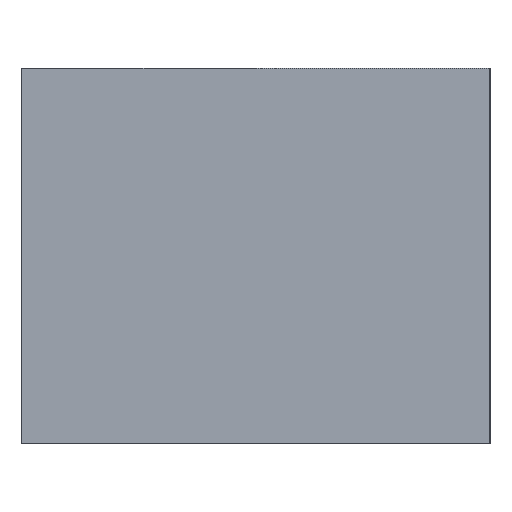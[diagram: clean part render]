
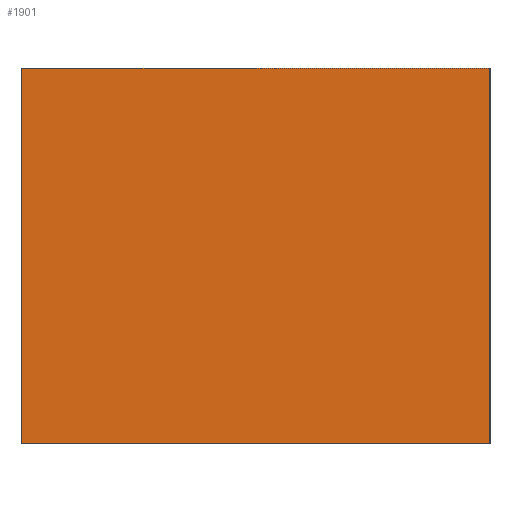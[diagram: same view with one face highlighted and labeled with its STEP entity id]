
A CAD part, left-side view. The second image highlights one B-rep face of the part: STEP entity #1901.
In plain terms, the highlighted planar face has unit normal (-1, 0, 0).
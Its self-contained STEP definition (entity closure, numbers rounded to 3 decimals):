
#153=ORIENTED_EDGE('',*,*,#518,.T.);
#154=ORIENTED_EDGE('',*,*,#519,.F.);
#155=ORIENTED_EDGE('',*,*,#520,.F.);
#156=ORIENTED_EDGE('',*,*,#479,.T.);
#479=EDGE_CURVE('',#663,#662,#786,.T.);
#518=EDGE_CURVE('',#662,#700,#815,.T.);
#519=EDGE_CURVE('',#701,#700,#816,.T.);
#520=EDGE_CURVE('',#663,#701,#817,.T.);
#662=VERTEX_POINT('',#2473);
#663=VERTEX_POINT('',#2475);
#700=VERTEX_POINT('',#2631);
#701=VERTEX_POINT('',#2633);
#786=LINE('',#2474,#931);
#815=LINE('',#2630,#960);
#816=LINE('',#2632,#961);
#817=LINE('',#2634,#962);
#931=VECTOR('',#2083,1000.);
#960=VECTOR('',#2132,1000.);
#961=VECTOR('',#2133,1000.);
#962=VECTOR('',#2134,1000.);
#1073=EDGE_LOOP('',(#153,#154,#155,#156));
#1178=FACE_BOUND('',#1073,.T.);
#1273=PLANE('',#1993);
#1901=ADVANCED_FACE('',(#1178),#1273,.F.);
#1993=AXIS2_PLACEMENT_3D('',#2629,#2130,#2131);
#2083=DIRECTION('',(0.,0.,-1.));
#2130=DIRECTION('',(1.,0.,0.));
#2131=DIRECTION('',(0.,0.,-1.));
#2132=DIRECTION('',(0.,-1.,0.));
#2133=DIRECTION('',(0.,0.,-1.));
#2134=DIRECTION('',(0.,-1.,0.));
#2473=CARTESIAN_POINT('',(-47.5,20.,0.));
#2474=CARTESIAN_POINT('',(-47.5,20.,15.));
#2475=CARTESIAN_POINT('',(-47.5,20.,32.1));
#2629=CARTESIAN_POINT('',(-47.5,20.,15.));
#2630=CARTESIAN_POINT('',(-47.5,20.,0.));
#2631=CARTESIAN_POINT('',(-47.5,-20.,0.));
#2632=CARTESIAN_POINT('',(-47.5,-20.,15.));
#2633=CARTESIAN_POINT('',(-47.5,-20.,32.1));
#2634=CARTESIAN_POINT('',(-47.5,20.,32.1));
